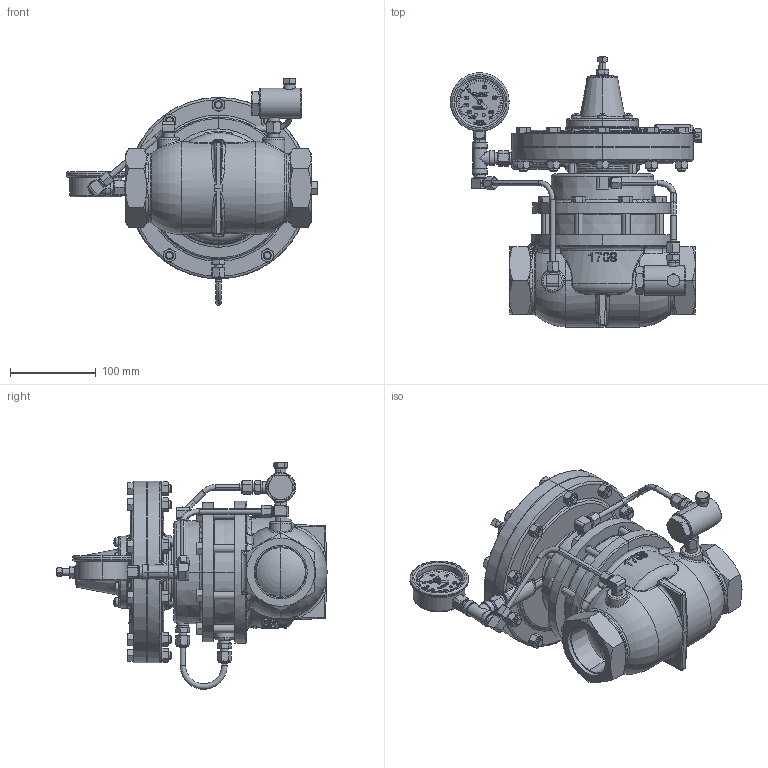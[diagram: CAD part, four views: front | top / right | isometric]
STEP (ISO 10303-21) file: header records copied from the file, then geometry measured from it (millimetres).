
FILE_DESCRIPTION (( 'STEP AP203' ), '1' );
FILE_NAME ('2 INCH 202 SGT OPR (AOS20).STEP', '2014-10-15T13:09:12', ( 'PCTech' ), ( 'Microsoft' ), 'SwSTEP 2.0', 'SolidWorks 2014', '' );
FILE_SCHEMA (( 'CONFIG_CONTROL_DESIGN' ));
Length unit declared in the file: inch
Products named in the file (1): 2 INCH 202 SGT OPR (AOS20)
Bounding box: 292.06 x 314.19 x 263.5 mm (x, y, z)
Volume: 4489732.4 mm3; surface area: 359470.8 mm2
Topology: 1 solids, 1 shells, 4005 faces, 10113 edges, 6256 vertices
Faces by surface type: plane 1716, bspline 871, cylinder 592, cone 484, torus 218, sphere 124
Entity records: 186036 total; most frequent: CARTESIAN_POINT 96888, ORIENTED_EDGE 19958, DIRECTION 16157, EDGE_CURVE 9979, VERTEX_POINT 6256, AXIS2_PLACEMENT_3D 5717, LINE 4723, VECTOR 4723
